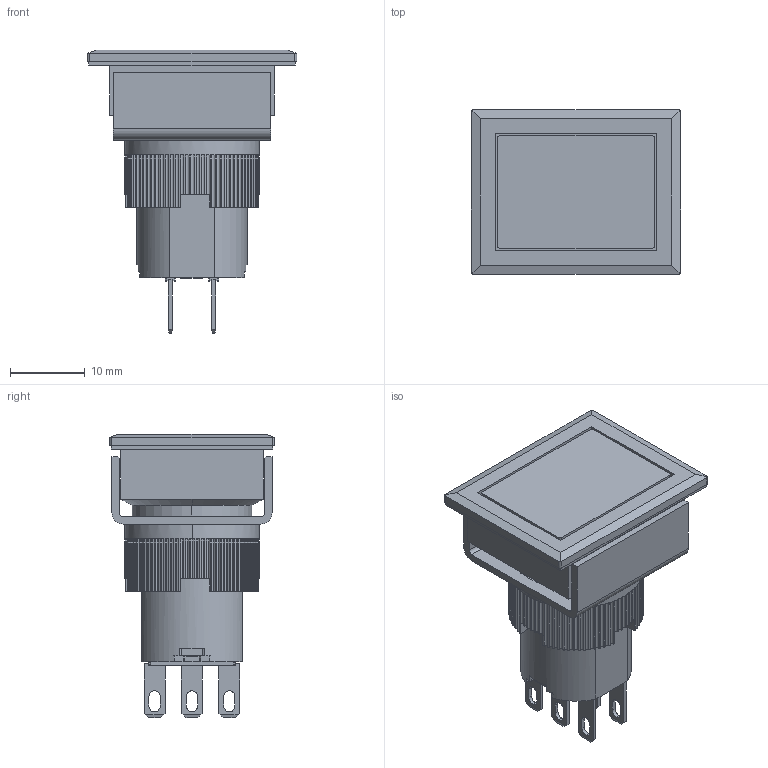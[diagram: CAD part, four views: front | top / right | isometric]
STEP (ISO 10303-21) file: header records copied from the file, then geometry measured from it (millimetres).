
FILE_DESCRIPTION (( 'STEP AP203' ), '1' );
FILE_NAME ('AF16F0T-C2Y.step', '2022-08-18T15:33:28', ( '' ), ( '' ), 'SwSTEP 2.0', 'SolidWorks 2021', '' );
FILE_SCHEMA (( 'CONFIG_CONTROL_DESIGN' ));
Length unit declared in the file: inch
Products named in the file (1): AF16F0T-C2Y
Bounding box: 28 x 22 x 37.9 mm (x, y, z)
Volume: 8870.7 mm3; surface area: 7646.6 mm2
Topology: 12 solids, 12 shells, 798 faces, 2260 edges, 1506 vertices
Faces by surface type: plane 620, cylinder 176, cone 2
Entity records: 25939 total; most frequent: CARTESIAN_POINT 4613, ORIENTED_EDGE 4520, DIRECTION 4372, EDGE_CURVE 2260, VECTOR 1714, LINE 1714, VERTEX_POINT 1506, AXIS2_PLACEMENT_3D 1329
